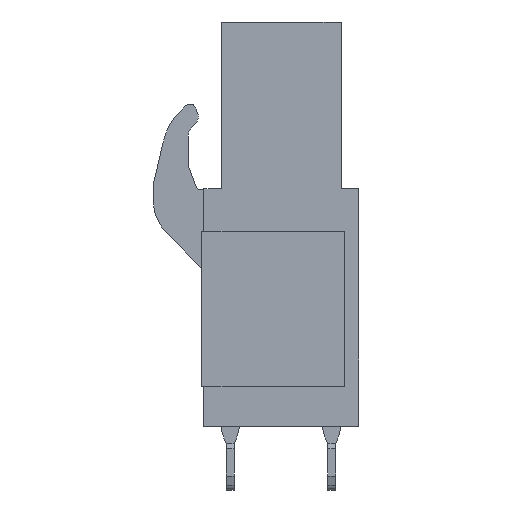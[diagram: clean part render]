
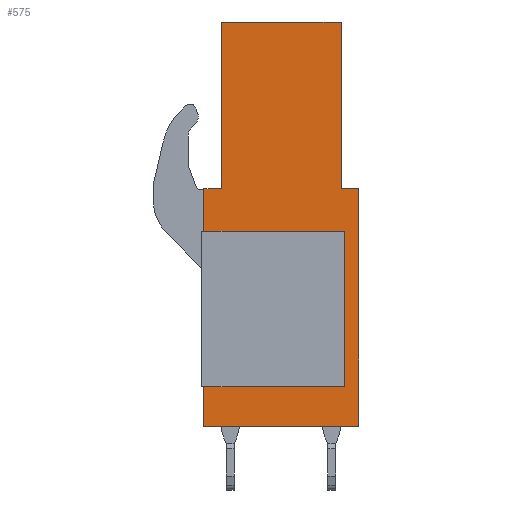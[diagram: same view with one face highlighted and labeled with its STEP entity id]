
A CAD part, left-side view. The second image highlights one B-rep face of the part: STEP entity #575.
In plain terms, the highlighted planar face has unit normal (-1, 0, 0).
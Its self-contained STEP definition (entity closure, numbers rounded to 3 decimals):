
#502=AXIS2_PLACEMENT_3D('Plane Axis2P3D',#499,#500,#501) ;
#36=CARTESIAN_POINT('Line Origine',(1.,3.875,23.45)) ;
#40=CARTESIAN_POINT('Vertex',(1.,0.875,23.45)) ;
#42=CARTESIAN_POINT('Vertex',(1.,6.875,23.45)) ;
#391=CARTESIAN_POINT('Vertex',(1.,7.75,3.2)) ;
#394=CARTESIAN_POINT('Line Origine',(1.,7.75,4.437)) ;
#398=CARTESIAN_POINT('Vertex',(1.,7.75,5.675)) ;
#405=CARTESIAN_POINT('Vertex',(1.,7.75,12.475)) ;
#408=CARTESIAN_POINT('Line Origine',(1.,7.75,13.787)) ;
#412=CARTESIAN_POINT('Vertex',(1.,7.75,15.1)) ;
#499=CARTESIAN_POINT('Axis2P3D Location',(1.,0.,0.)) ;
#504=CARTESIAN_POINT('Line Origine',(1.,4.225,12.475)) ;
#508=CARTESIAN_POINT('Vertex',(1.,0.7,12.475)) ;
#511=CARTESIAN_POINT('Line Origine',(1.,0.7,9.075)) ;
#515=CARTESIAN_POINT('Vertex',(1.,0.7,5.675)) ;
#518=CARTESIAN_POINT('Line Origine',(1.,4.225,5.675)) ;
#523=CARTESIAN_POINT('Line Origine',(1.,3.875,3.2)) ;
#527=CARTESIAN_POINT('Vertex',(1.,0.,3.2)) ;
#530=CARTESIAN_POINT('Line Origine',(1.,0.,9.15)) ;
#534=CARTESIAN_POINT('Vertex',(1.,0.,15.1)) ;
#537=CARTESIAN_POINT('Line Origine',(1.,0.438,15.1)) ;
#541=CARTESIAN_POINT('Vertex',(1.,0.875,15.1)) ;
#544=CARTESIAN_POINT('Line Origine',(1.,0.875,19.275)) ;
#549=CARTESIAN_POINT('Line Origine',(1.,6.875,19.275)) ;
#553=CARTESIAN_POINT('Vertex',(1.,6.875,15.1)) ;
#556=CARTESIAN_POINT('Line Origine',(1.,7.313,15.1)) ;
#37=DIRECTION('Vector Direction',(0.,1.,0.)) ;
#395=DIRECTION('Vector Direction',(0.,0.,1.)) ;
#409=DIRECTION('Vector Direction',(0.,0.,1.)) ;
#500=DIRECTION('Axis2P3D Direction',(1.,0.,0.)) ;
#501=DIRECTION('Axis2P3D XDirection',(0.,1.,0.)) ;
#505=DIRECTION('Vector Direction',(0.,-1.,0.)) ;
#512=DIRECTION('Vector Direction',(0.,0.,1.)) ;
#519=DIRECTION('Vector Direction',(0.,-1.,0.)) ;
#524=DIRECTION('Vector Direction',(0.,1.,0.)) ;
#531=DIRECTION('Vector Direction',(0.,0.,1.)) ;
#538=DIRECTION('Vector Direction',(0.,1.,0.)) ;
#545=DIRECTION('Vector Direction',(0.,0.,1.)) ;
#550=DIRECTION('Vector Direction',(0.,0.,1.)) ;
#557=DIRECTION('Vector Direction',(0.,-1.,0.)) ;
#38=VECTOR('Line Direction',#37,1.) ;
#396=VECTOR('Line Direction',#395,1.) ;
#410=VECTOR('Line Direction',#409,1.) ;
#506=VECTOR('Line Direction',#505,1.) ;
#513=VECTOR('Line Direction',#512,1.) ;
#520=VECTOR('Line Direction',#519,1.) ;
#525=VECTOR('Line Direction',#524,1.) ;
#532=VECTOR('Line Direction',#531,1.) ;
#539=VECTOR('Line Direction',#538,1.) ;
#546=VECTOR('Line Direction',#545,1.) ;
#551=VECTOR('Line Direction',#550,1.) ;
#558=VECTOR('Line Direction',#557,1.) ;
#562=ORIENTED_EDGE('',*,*,#510,.T.) ;
#563=ORIENTED_EDGE('',*,*,#517,.T.) ;
#564=ORIENTED_EDGE('',*,*,#522,.F.) ;
#565=ORIENTED_EDGE('',*,*,#400,.F.) ;
#566=ORIENTED_EDGE('',*,*,#529,.F.) ;
#567=ORIENTED_EDGE('',*,*,#536,.T.) ;
#568=ORIENTED_EDGE('',*,*,#543,.F.) ;
#569=ORIENTED_EDGE('',*,*,#548,.F.) ;
#570=ORIENTED_EDGE('',*,*,#44,.T.) ;
#571=ORIENTED_EDGE('',*,*,#555,.F.) ;
#572=ORIENTED_EDGE('',*,*,#560,.F.) ;
#573=ORIENTED_EDGE('',*,*,#414,.F.) ;
#575=ADVANCED_FACE('BLL5.08/16/180B 3.2SNOR 1682870000',(#574),#503,.F.) ;
#44=EDGE_CURVE('',#41,#43,#39,.T.) ;
#400=EDGE_CURVE('',#392,#399,#397,.T.) ;
#414=EDGE_CURVE('',#406,#413,#411,.T.) ;
#510=EDGE_CURVE('',#406,#509,#507,.T.) ;
#517=EDGE_CURVE('',#509,#516,#514,.F.) ;
#522=EDGE_CURVE('',#399,#516,#521,.T.) ;
#529=EDGE_CURVE('',#528,#392,#526,.T.) ;
#536=EDGE_CURVE('',#528,#535,#533,.T.) ;
#543=EDGE_CURVE('',#542,#535,#540,.F.) ;
#548=EDGE_CURVE('',#41,#542,#547,.F.) ;
#555=EDGE_CURVE('',#554,#43,#552,.T.) ;
#560=EDGE_CURVE('',#413,#554,#559,.T.) ;
#561=EDGE_LOOP('',(#562,#563,#564,#565,#566,#567,#568,#569,#570,#571,#572,#573)) ;
#574=FACE_OUTER_BOUND('',#561,.T.) ;
#39=LINE('Line',#36,#38) ;
#397=LINE('Line',#394,#396) ;
#411=LINE('Line',#408,#410) ;
#507=LINE('Line',#504,#506) ;
#514=LINE('Line',#511,#513) ;
#521=LINE('Line',#518,#520) ;
#526=LINE('Line',#523,#525) ;
#533=LINE('Line',#530,#532) ;
#540=LINE('Line',#537,#539) ;
#547=LINE('Line',#544,#546) ;
#552=LINE('Line',#549,#551) ;
#559=LINE('Line',#556,#558) ;
#503=PLANE('',#502) ;
#41=VERTEX_POINT('',#40) ;
#43=VERTEX_POINT('',#42) ;
#392=VERTEX_POINT('',#391) ;
#399=VERTEX_POINT('',#398) ;
#406=VERTEX_POINT('',#405) ;
#413=VERTEX_POINT('',#412) ;
#509=VERTEX_POINT('',#508) ;
#516=VERTEX_POINT('',#515) ;
#528=VERTEX_POINT('',#527) ;
#535=VERTEX_POINT('',#534) ;
#542=VERTEX_POINT('',#541) ;
#554=VERTEX_POINT('',#553) ;
